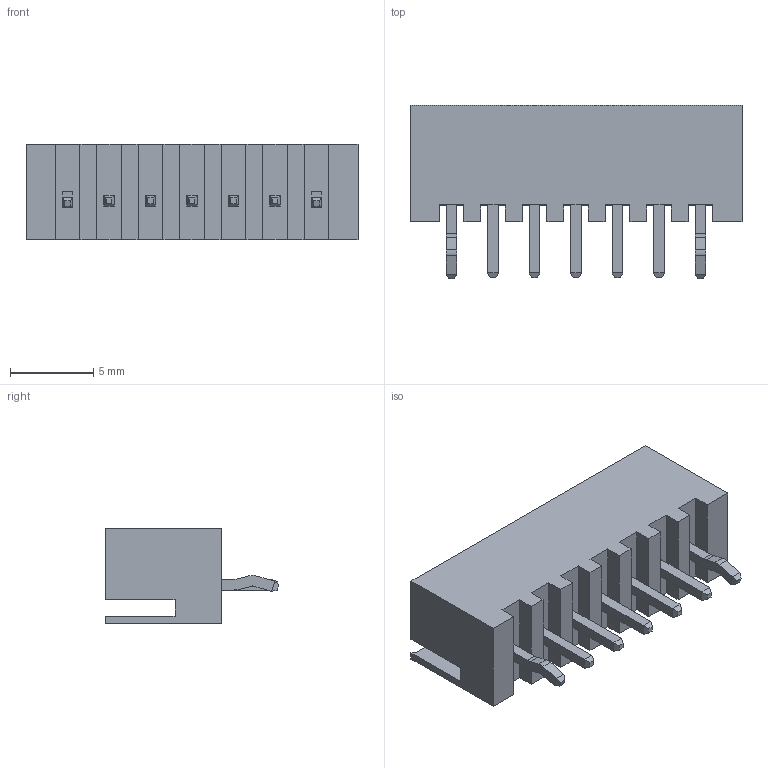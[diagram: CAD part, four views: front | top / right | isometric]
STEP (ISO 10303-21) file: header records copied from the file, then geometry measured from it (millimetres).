
FILE_DESCRIPTION((''),'2;1');
FILE_NAME('2317SJ-07_ASM','2020-12-01T12:08:53',('Acer'),(''),'CREO PARAMETRIC BY PTC INC, 2018100','CREO PARAMETRIC BY PTC INC, 2018100','');
FILE_SCHEMA(('CONFIG_CONTROL_DESIGN'));
Length unit declared in the file: millimetre
Products named in the file (4): 801-2317SJ-07; 802A-0_5A; 802A-0_5C; 2317SJ-07_ASM
Assembly tree (8 placements, depth 2):
  2317SJ-07_ASM
    801-2317SJ-07
    802A-0_5A  x5
    802A-0_5C  x2
Bounding box: 20 x 10.45 x 5.75 mm (x, y, z)
Volume: 256.4 mm3; surface area: 1061.2 mm2
Topology: 8 solids, 8 shells, 208 faces, 518 edges, 326 vertices
Faces by surface type: plane 200, cylinder 8
Entity records: 4178 total; most frequent: CARTESIAN_POINT 726, ORIENTED_EDGE 708, DIRECTION 646, EDGE_CURVE 354, VECTOR 346, LINE 346, VERTEX_POINT 230, AXIS2_PLACEMENT_3D 150
